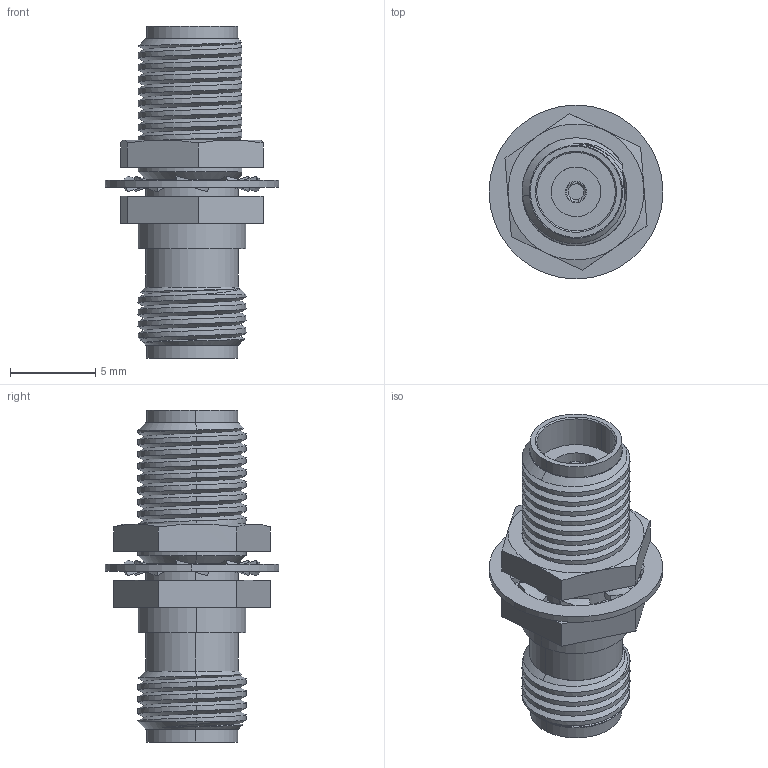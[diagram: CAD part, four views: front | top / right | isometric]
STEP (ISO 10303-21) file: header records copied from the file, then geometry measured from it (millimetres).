
FILE_DESCRIPTION (( 'STEP AP214' ), '1' );
FILE_NAME ('SCT-KFKF-UB-B.STEP', '2024-07-29T07:49:00', ( 'Sysceo.com' ), ( '' ), 'SwSTEP 2.0', 'SolidWorks 2023', '' );
FILE_SCHEMA (( 'AUTOMOTIVE_DESIGN' ));
Length unit declared in the file: millimetre
Products named in the file (1): SCT-KFKF-UB-B
Bounding box: 10.21 x 10.21 x 19.51 mm (x, y, z)
Volume: 540.9 mm3; surface area: 924.9 mm2
Topology: 2 solids, 3 shells, 257 faces, 657 edges, 421 vertices
Faces by surface type: plane 83, cylinder 70, bspline 64, cone 40
Entity records: 16126 total; most frequent: CARTESIAN_POINT 10753, ORIENTED_EDGE 1314, DIRECTION 805, EDGE_CURVE 657, VERTEX_POINT 421, AXIS2_PLACEMENT_3D 322, B_SPLINE_CURVE_WITH_KNOTS 308, EDGE_LOOP 274
